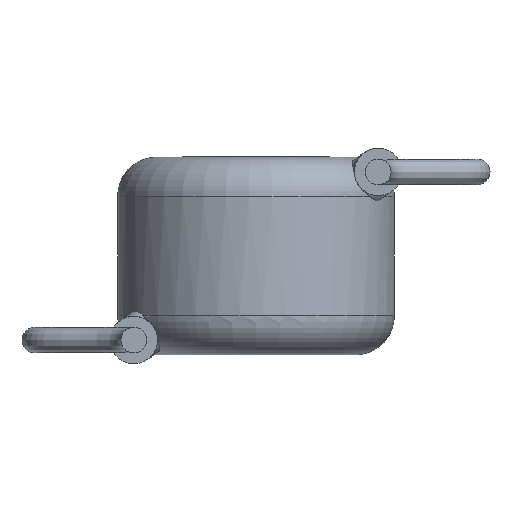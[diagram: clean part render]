
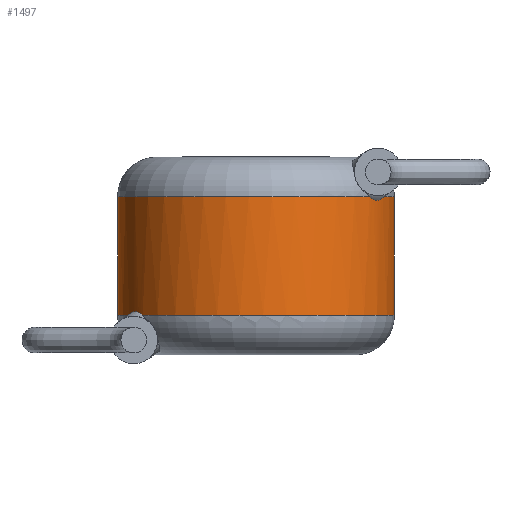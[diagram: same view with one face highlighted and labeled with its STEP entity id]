
A CAD part, front view. The second image highlights one B-rep face of the part: STEP entity #1497.
In plain terms, the highlighted cylindrical face has radius 3.5 mm (diameter 7 mm), a partial arc.
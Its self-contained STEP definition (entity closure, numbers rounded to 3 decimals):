
#23 = AXIS2_PLACEMENT_3D ( 'NONE', #2389, #152, #485 ) ;
#53 = EDGE_CURVE ( 'NONE', #3340, #3388, #2145, .T. ) ;
#138 = VERTEX_POINT ( 'NONE', #3221 ) ;
#152 = DIRECTION ( 'NONE',  ( 0., 0., -1. ) ) ;
#198 = CARTESIAN_POINT ( 'NONE',  ( 2.989, -1.825, 3.909 ) ) ;
#230 = ORIENTED_EDGE ( 'NONE', *, *, #3571, .T. ) ;
#245 = CARTESIAN_POINT ( 'NONE',  ( 3.5, 0., 5. ) ) ;
#276 = B_SPLINE_CURVE_WITH_KNOTS ( 'NONE', 3,
 ( #1235, #4088, #3502, #198, #2166, #2520 ),
 .UNSPECIFIED., .F., .F.,
 ( 4, 2, 4 ),
 ( 0., 0., 0.001 ),
 .UNSPECIFIED. ) ;
#279 = EDGE_CURVE ( 'NONE', #4173, #2914, #3963, .T. ) ;
#424 = EDGE_LOOP ( 'NONE', ( #2646, #1353, #3129, #1964, #552, #230, #2978, #917 ) ) ;
#485 = DIRECTION ( 'NONE',  ( 1., 0., 0. ) ) ;
#552 = ORIENTED_EDGE ( 'NONE', *, *, #977, .T. ) ;
#567 = DIRECTION ( 'NONE',  ( 0., 0., -1. ) ) ;
#569 = B_SPLINE_CURVE_WITH_KNOTS ( 'NONE', 3,
 ( #1327, #3251, #1316, #3605, #1675, #1028 ),
 .UNSPECIFIED., .F., .F.,
 ( 4, 2, 4 ),
 ( 0., 0., 0.001 ),
 .UNSPECIFIED. ) ;
#605 = CARTESIAN_POINT ( 'NONE',  ( 0., 0., 4. ) ) ;
#629 = VECTOR ( 'NONE', #924, 1000. ) ;
#701 = CIRCLE ( 'NONE', #715, 3.5 ) ;
#715 = AXIS2_PLACEMENT_3D ( 'NONE', #3108, #3136, #1827 ) ;
#723 = CARTESIAN_POINT ( 'NONE',  ( -2.865, -2.01, 1. ) ) ;
#881 = EDGE_CURVE ( 'NONE', #3598, #3340, #276, .T. ) ;
#917 = ORIENTED_EDGE ( 'NONE', *, *, #3865, .T. ) ;
#924 = DIRECTION ( 'NONE',  ( 0., 0., -1. ) ) ;
#951 = CARTESIAN_POINT ( 'NONE',  ( 0., 0., 5. ) ) ;
#977 = EDGE_CURVE ( 'NONE', #3388, #2002, #2042, .T. ) ;
#1028 = CARTESIAN_POINT ( 'NONE',  ( -2.865, -2.01, 1. ) ) ;
#1042 = CARTESIAN_POINT ( 'NONE',  ( 3.5, 0., 4. ) ) ;
#1096 = CARTESIAN_POINT ( 'NONE',  ( 3.199, -1.419, 4. ) ) ;
#1180 = DIRECTION ( 'NONE',  ( 0., 0., 1. ) ) ;
#1230 = CYLINDRICAL_SURFACE ( 'NONE', #3105, 3.5 ) ;
#1232 = DIRECTION ( 'NONE',  ( 1., 0., 0. ) ) ;
#1235 = CARTESIAN_POINT ( 'NONE',  ( 3.199, -1.419, 4. ) ) ;
#1249 = VECTOR ( 'NONE', #567, 1000. ) ;
#1261 = DIRECTION ( 'NONE',  ( 0., 0., -1. ) ) ;
#1316 = CARTESIAN_POINT ( 'NONE',  ( -3.106, -1.617, 1.098 ) ) ;
#1327 = CARTESIAN_POINT ( 'NONE',  ( -3.199, -1.419, 1. ) ) ;
#1353 = ORIENTED_EDGE ( 'NONE', *, *, #3295, .T. ) ;
#1497 = ADVANCED_FACE ( 'NONE', ( #1931 ), #1230, .T. ) ;
#1528 = CARTESIAN_POINT ( 'NONE',  ( -3.5, 0., 5. ) ) ;
#1675 = CARTESIAN_POINT ( 'NONE',  ( -2.926, -1.923, 1.054 ) ) ;
#1827 = DIRECTION ( 'NONE',  ( 1., 0., 0. ) ) ;
#1888 = DIRECTION ( 'NONE',  ( -1., 0., 0. ) ) ;
#1931 = FACE_OUTER_BOUND ( 'NONE', #424, .T. ) ;
#1964 = ORIENTED_EDGE ( 'NONE', *, *, #53, .T. ) ;
#2002 = VERTEX_POINT ( 'NONE', #2593 ) ;
#2042 = LINE ( 'NONE', #1528, #629 ) ;
#2145 = CIRCLE ( 'NONE', #2555, 3.5 ) ;
#2166 = CARTESIAN_POINT ( 'NONE',  ( 2.926, -1.923, 3.946 ) ) ;
#2389 = CARTESIAN_POINT ( 'NONE',  ( 0., 0., 4. ) ) ;
#2455 = CARTESIAN_POINT ( 'NONE',  ( 0., 0., 1. ) ) ;
#2520 = CARTESIAN_POINT ( 'NONE',  ( 2.865, -2.01, 4. ) ) ;
#2555 = AXIS2_PLACEMENT_3D ( 'NONE', #605, #3161, #1232 ) ;
#2593 = CARTESIAN_POINT ( 'NONE',  ( -3.5, 0., 1. ) ) ;
#2646 = ORIENTED_EDGE ( 'NONE', *, *, #279, .F. ) ;
#2663 = CIRCLE ( 'NONE', #23, 3.5 ) ;
#2715 = CARTESIAN_POINT ( 'NONE',  ( 2.865, -2.01, 4. ) ) ;
#2914 = VERTEX_POINT ( 'NONE', #3321 ) ;
#2978 = ORIENTED_EDGE ( 'NONE', *, *, #4060, .T. ) ;
#3105 = AXIS2_PLACEMENT_3D ( 'NONE', #951, #1261, #1888 ) ;
#3108 = CARTESIAN_POINT ( 'NONE',  ( 0., 0., 1. ) ) ;
#3129 = ORIENTED_EDGE ( 'NONE', *, *, #881, .T. ) ;
#3136 = DIRECTION ( 'NONE',  ( 0., 0., 1. ) ) ;
#3161 = DIRECTION ( 'NONE',  ( 0., 0., -1. ) ) ;
#3191 = VERTEX_POINT ( 'NONE', #723 ) ;
#3221 = CARTESIAN_POINT ( 'NONE',  ( -3.199, -1.419, 1. ) ) ;
#3251 = CARTESIAN_POINT ( 'NONE',  ( -3.159, -1.51, 1.067 ) ) ;
#3295 = EDGE_CURVE ( 'NONE', #4173, #3598, #2663, .T. ) ;
#3321 = CARTESIAN_POINT ( 'NONE',  ( 3.5, 0., 1. ) ) ;
#3340 = VERTEX_POINT ( 'NONE', #2715 ) ;
#3388 = VERTEX_POINT ( 'NONE', #3789 ) ;
#3414 = DIRECTION ( 'NONE',  ( 1., 0., 0. ) ) ;
#3502 = CARTESIAN_POINT ( 'NONE',  ( 3.106, -1.617, 3.902 ) ) ;
#3571 = EDGE_CURVE ( 'NONE', #2002, #138, #4028, .T. ) ;
#3598 = VERTEX_POINT ( 'NONE', #1096 ) ;
#3605 = CARTESIAN_POINT ( 'NONE',  ( -2.989, -1.825, 1.091 ) ) ;
#3727 = AXIS2_PLACEMENT_3D ( 'NONE', #2455, #1180, #3414 ) ;
#3789 = CARTESIAN_POINT ( 'NONE',  ( -3.5, 0., 4. ) ) ;
#3865 = EDGE_CURVE ( 'NONE', #3191, #2914, #701, .T. ) ;
#3963 = LINE ( 'NONE', #245, #1249 ) ;
#4028 = CIRCLE ( 'NONE', #3727, 3.5 ) ;
#4060 = EDGE_CURVE ( 'NONE', #138, #3191, #569, .T. ) ;
#4088 = CARTESIAN_POINT ( 'NONE',  ( 3.159, -1.51, 3.933 ) ) ;
#4173 = VERTEX_POINT ( 'NONE', #1042 ) ;
